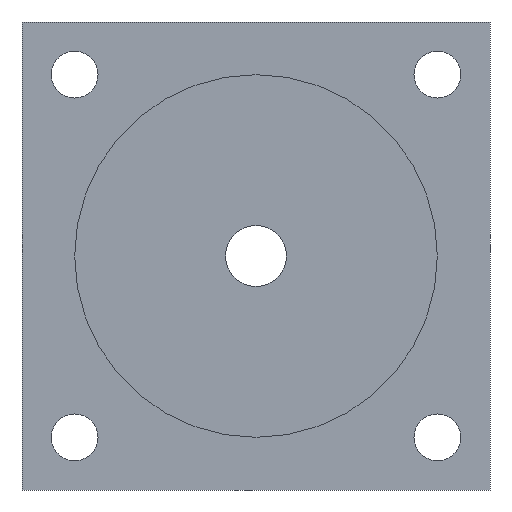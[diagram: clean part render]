
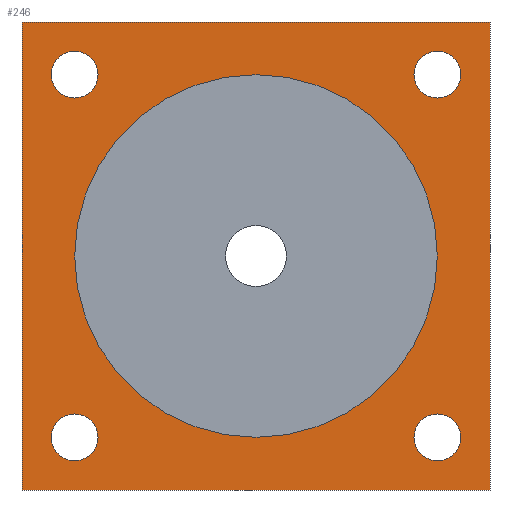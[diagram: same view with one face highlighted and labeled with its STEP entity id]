
A CAD part, left-side view. The second image highlights one B-rep face of the part: STEP entity #246.
In plain terms, the highlighted planar face has unit normal (-1, 0, 0).
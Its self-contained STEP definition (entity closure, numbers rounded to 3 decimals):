
#21=FACE_BOUND('',#65,.T.);
#22=FACE_BOUND('',#66,.T.);
#23=FACE_BOUND('',#67,.T.);
#24=FACE_BOUND('',#68,.T.);
#25=FACE_BOUND('',#69,.T.);
#32=PLANE('',#285);
#45=FACE_OUTER_BOUND('',#64,.T.);
#64=EDGE_LOOP('',(#219,#220,#221,#222));
#65=EDGE_LOOP('',(#223));
#66=EDGE_LOOP('',(#224));
#67=EDGE_LOOP('',(#225));
#68=EDGE_LOOP('',(#226));
#69=EDGE_LOOP('',(#227));
#76=LINE('',#397,#94);
#80=LINE('',#405,#98);
#83=LINE('',#411,#101);
#86=LINE('',#416,#104);
#94=VECTOR('',#334,10.);
#98=VECTOR('',#340,10.);
#101=VECTOR('',#345,10.);
#104=VECTOR('',#350,10.);
#110=CIRCLE('',#268,2.);
#112=CIRCLE('',#271,2.);
#114=CIRCLE('',#274,2.);
#116=CIRCLE('',#277,2.);
#117=CIRCLE('',#279,15.5);
#122=VERTEX_POINT('',#369);
#124=VERTEX_POINT('',#375);
#126=VERTEX_POINT('',#381);
#128=VERTEX_POINT('',#387);
#129=VERTEX_POINT('',#391);
#130=VERTEX_POINT('',#395);
#131=VERTEX_POINT('',#396);
#134=VERTEX_POINT('',#404);
#136=VERTEX_POINT('',#410);
#144=EDGE_CURVE('',#122,#122,#110,.T.);
#147=EDGE_CURVE('',#124,#124,#112,.T.);
#150=EDGE_CURVE('',#126,#126,#114,.T.);
#153=EDGE_CURVE('',#128,#128,#116,.T.);
#155=EDGE_CURVE('',#129,#129,#117,.T.);
#156=EDGE_CURVE('',#130,#131,#76,.T.);
#160=EDGE_CURVE('',#131,#134,#80,.T.);
#163=EDGE_CURVE('',#134,#136,#83,.T.);
#166=EDGE_CURVE('',#136,#130,#86,.T.);
#219=ORIENTED_EDGE('',*,*,#166,.T.);
#220=ORIENTED_EDGE('',*,*,#156,.T.);
#221=ORIENTED_EDGE('',*,*,#160,.T.);
#222=ORIENTED_EDGE('',*,*,#163,.T.);
#223=ORIENTED_EDGE('',*,*,#155,.F.);
#224=ORIENTED_EDGE('',*,*,#153,.F.);
#225=ORIENTED_EDGE('',*,*,#150,.F.);
#226=ORIENTED_EDGE('',*,*,#147,.F.);
#227=ORIENTED_EDGE('',*,*,#144,.F.);
#246=ADVANCED_FACE('',(#45,#21,#22,#23,#24,#25),#32,.F.);
#268=AXIS2_PLACEMENT_3D('',#371,#304,#305);
#271=AXIS2_PLACEMENT_3D('',#377,#311,#312);
#274=AXIS2_PLACEMENT_3D('',#383,#318,#319);
#277=AXIS2_PLACEMENT_3D('',#389,#325,#326);
#279=AXIS2_PLACEMENT_3D('',#393,#330,#331);
#285=AXIS2_PLACEMENT_3D('',#419,#354,#355);
#304=DIRECTION('center_axis',(-1.,0.,0.));
#305=DIRECTION('ref_axis',(0.,0.,-1.));
#311=DIRECTION('center_axis',(-1.,0.,0.));
#312=DIRECTION('ref_axis',(0.,0.,-1.));
#318=DIRECTION('center_axis',(-1.,0.,0.));
#319=DIRECTION('ref_axis',(0.,0.,-1.));
#325=DIRECTION('center_axis',(-1.,0.,0.));
#326=DIRECTION('ref_axis',(0.,0.,-1.));
#330=DIRECTION('center_axis',(-1.,0.,0.));
#331=DIRECTION('ref_axis',(0.,0.,-1.));
#334=DIRECTION('',(0.,1.,0.));
#340=DIRECTION('',(0.,0.,-1.));
#345=DIRECTION('',(0.,-1.,0.));
#350=DIRECTION('',(0.,0.,1.));
#354=DIRECTION('center_axis',(1.,0.,0.));
#355=DIRECTION('ref_axis',(0.,0.,-1.));
#369=CARTESIAN_POINT('',(0.,4.5,6.5));
#371=CARTESIAN_POINT('Origin',(0.,4.5,4.5));
#375=CARTESIAN_POINT('',(0.,35.5,37.5));
#377=CARTESIAN_POINT('Origin',(0.,35.5,35.5));
#381=CARTESIAN_POINT('',(0.,4.5,37.5));
#383=CARTESIAN_POINT('Origin',(0.,4.5,35.5));
#387=CARTESIAN_POINT('',(0.,35.5,6.5));
#389=CARTESIAN_POINT('Origin',(0.,35.5,4.5));
#391=CARTESIAN_POINT('',(0.,20.,35.5));
#393=CARTESIAN_POINT('Origin',(0.,20.,20.));
#395=CARTESIAN_POINT('',(0.,0.,40.));
#396=CARTESIAN_POINT('',(0.,40.,40.));
#397=CARTESIAN_POINT('',(0.,0.,40.));
#404=CARTESIAN_POINT('',(0.,40.,0.));
#405=CARTESIAN_POINT('',(0.,40.,40.));
#410=CARTESIAN_POINT('',(0.,0.,0.));
#411=CARTESIAN_POINT('',(0.,40.,0.));
#416=CARTESIAN_POINT('',(0.,0.,0.));
#419=CARTESIAN_POINT('Origin',(0.,20.,20.));
